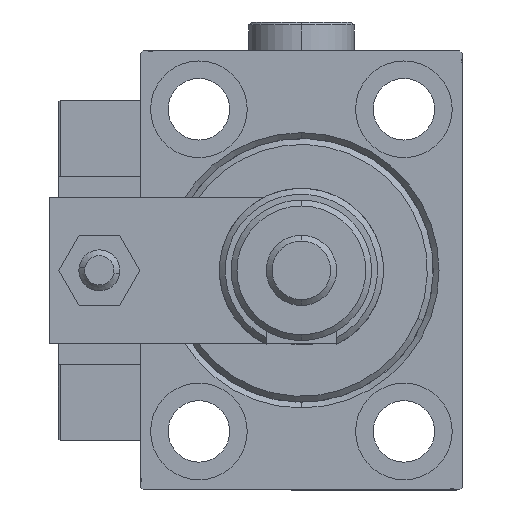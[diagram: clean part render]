
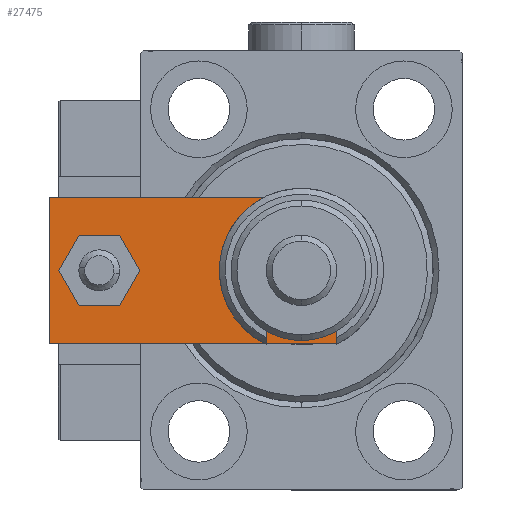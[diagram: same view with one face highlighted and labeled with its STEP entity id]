
A CAD part, left-side view. The second image highlights one B-rep face of the part: STEP entity #27475.
In plain terms, the highlighted face is planar.
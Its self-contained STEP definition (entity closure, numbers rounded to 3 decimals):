
#1467 = EDGE_CURVE ( 'NONE', #21039, #22059, #20205, .T. ) ;
#3348 = LINE ( 'NONE', #3616, #11568 ) ;
#3616 = CARTESIAN_POINT ( 'NONE',  ( 3.42, -3.42, 6. ) ) ;
#4768 = DIRECTION ( 'NONE',  ( 0., 0., 1. ) ) ;
#5188 = DIRECTION ( 'NONE',  ( 0.707, -0.707, 0. ) ) ;
#5309 = FACE_BOUND ( 'NONE', #34801, .T. ) ;
#5794 = LINE ( 'NONE', #17871, #33793 ) ;
#6752 = DIRECTION ( 'NONE',  ( 0., 0., 1. ) ) ;
#7369 = VERTEX_POINT ( 'NONE', #49930 ) ;
#7605 = VERTEX_POINT ( 'NONE', #11884 ) ;
#8427 = ORIENTED_EDGE ( 'NONE', *, *, #30314, .T. ) ;
#10280 = CARTESIAN_POINT ( 'NONE',  ( 0., 46.5, 6. ) ) ;
#10703 = DIRECTION ( 'NONE',  ( 0., 0., 1. ) ) ;
#11568 = VECTOR ( 'NONE', #32998, 1000. ) ;
#11884 = CARTESIAN_POINT ( 'NONE',  ( 12.5, 55., 6. ) ) ;
#11972 = LINE ( 'NONE', #32583, #24191 ) ;
#13288 = VECTOR ( 'NONE', #43452, 1000. ) ;
#14426 = CARTESIAN_POINT ( 'NONE',  ( -4., 46.5, 6. ) ) ;
#14932 = VERTEX_POINT ( 'NONE', #26553 ) ;
#14986 = EDGE_CURVE ( 'NONE', #7605, #21039, #11972, .T. ) ;
#15561 = DIRECTION ( 'NONE',  ( 0., -1., 0. ) ) ;
#15763 = CARTESIAN_POINT ( 'NONE',  ( 12.5, 5.66, 6. ) ) ;
#17871 = CARTESIAN_POINT ( 'NONE',  ( -12.5, 0., 6. ) ) ;
#18886 = CARTESIAN_POINT ( 'NONE',  ( -12.5, 5.66, 6. ) ) ;
#19645 = DIRECTION ( 'NONE',  ( 1., 0., 0. ) ) ;
#19735 = VERTEX_POINT ( 'NONE', #29202 ) ;
#19792 = VERTEX_POINT ( 'NONE', #43696 ) ;
#20205 = LINE ( 'NONE', #28188, #30664 ) ;
#20801 = AXIS2_PLACEMENT_3D ( 'NONE', #31469, #48503, #27623 ) ;
#20906 = ORIENTED_EDGE ( 'NONE', *, *, #49835, .T. ) ;
#21039 = VERTEX_POINT ( 'NONE', #29831 ) ;
#21113 = LINE ( 'NONE', #30166, #22009 ) ;
#21143 = AXIS2_PLACEMENT_3D ( 'NONE', #35124, #6752, #19645 ) ;
#21776 = DIRECTION ( 'NONE',  ( 1., 0., 0. ) ) ;
#22009 = VECTOR ( 'NONE', #5188, 1000. ) ;
#22059 = VERTEX_POINT ( 'NONE', #18886 ) ;
#23226 = EDGE_CURVE ( 'NONE', #7369, #19735, #44514, .T. ) ;
#24191 = VECTOR ( 'NONE', #32029, 1000. ) ;
#25428 = ORIENTED_EDGE ( 'NONE', *, *, #37572, .T. ) ;
#26354 = CARTESIAN_POINT ( 'NONE',  ( -6.84, 0., 6. ) ) ;
#26434 = FACE_BOUND ( 'NONE', #45970, .T. ) ;
#26553 = CARTESIAN_POINT ( 'NONE',  ( 6.84, 0., 6. ) ) ;
#26748 = DIRECTION ( 'NONE',  ( 1., 0., 0. ) ) ;
#26923 = DIRECTION ( 'NONE',  ( 1., 0., 0. ) ) ;
#27475 = ADVANCED_FACE ( 'NONE', ( #26434, #42950, #5309 ), #43493, .T. ) ;
#27623 = DIRECTION ( 'NONE',  ( 1., 0., 0. ) ) ;
#28188 = CARTESIAN_POINT ( 'NONE',  ( -12.5, 55., 6. ) ) ;
#29202 = CARTESIAN_POINT ( 'NONE',  ( -8.25, 12., 6. ) ) ;
#29831 = CARTESIAN_POINT ( 'NONE',  ( -12.5, 55., 6. ) ) ;
#30166 = CARTESIAN_POINT ( 'NONE',  ( -3.42, -3.42, 6. ) ) ;
#30314 = EDGE_CURVE ( 'NONE', #22059, #50680, #21113, .T. ) ;
#30594 = DIRECTION ( 'NONE',  ( 0., 0., 1. ) ) ;
#30664 = VECTOR ( 'NONE', #15561, 1000. ) ;
#31469 = CARTESIAN_POINT ( 'NONE',  ( 0., 12., 6. ) ) ;
#32023 = CIRCLE ( 'NONE', #34656, 8.25 ) ;
#32029 = DIRECTION ( 'NONE',  ( -1., 0., 0. ) ) ;
#32583 = CARTESIAN_POINT ( 'NONE',  ( 12.5, 55., 6. ) ) ;
#32998 = DIRECTION ( 'NONE',  ( 0.707, 0.707, 0. ) ) ;
#33136 = ORIENTED_EDGE ( 'NONE', *, *, #53479, .F. ) ;
#33793 = VECTOR ( 'NONE', #26923, 1000. ) ;
#34045 = ORIENTED_EDGE ( 'NONE', *, *, #14986, .T. ) ;
#34526 = ORIENTED_EDGE ( 'NONE', *, *, #34906, .F. ) ;
#34656 = AXIS2_PLACEMENT_3D ( 'NONE', #53302, #10703, #48064 ) ;
#34801 = EDGE_LOOP ( 'NONE', ( #51003, #46278 ) ) ;
#34906 = EDGE_CURVE ( 'NONE', #19792, #49652, #48368, .T. ) ;
#35124 = CARTESIAN_POINT ( 'NONE',  ( 0., 46.5, 6. ) ) ;
#37572 = EDGE_CURVE ( 'NONE', #53633, #7605, #39041, .T. ) ;
#39041 = LINE ( 'NONE', #52236, #13288 ) ;
#41240 = EDGE_CURVE ( 'NONE', #14932, #53633, #3348, .T. ) ;
#42668 = EDGE_LOOP ( 'NONE', ( #47562, #8427, #20906, #50315, #25428, #34045 ) ) ;
#42950 = FACE_OUTER_BOUND ( 'NONE', #42668, .T. ) ;
#43452 = DIRECTION ( 'NONE',  ( 0., 1., 0. ) ) ;
#43493 = PLANE ( 'NONE',  #54391 ) ;
#43696 = CARTESIAN_POINT ( 'NONE',  ( 4., 46.5, 6. ) ) ;
#44514 = CIRCLE ( 'NONE', #20801, 8.25 ) ;
#45970 = EDGE_LOOP ( 'NONE', ( #33136, #34526 ) ) ;
#46278 = ORIENTED_EDGE ( 'NONE', *, *, #23226, .F. ) ;
#47562 = ORIENTED_EDGE ( 'NONE', *, *, #1467, .T. ) ;
#48064 = DIRECTION ( 'NONE',  ( 1., 0., 0. ) ) ;
#48288 = EDGE_CURVE ( 'NONE', #19735, #7369, #32023, .T. ) ;
#48368 = CIRCLE ( 'NONE', #21143, 4. ) ;
#48503 = DIRECTION ( 'NONE',  ( 0., 0., 1. ) ) ;
#49652 = VERTEX_POINT ( 'NONE', #14426 ) ;
#49835 = EDGE_CURVE ( 'NONE', #50680, #14932, #5794, .T. ) ;
#49930 = CARTESIAN_POINT ( 'NONE',  ( 8.25, 12., 6. ) ) ;
#50315 = ORIENTED_EDGE ( 'NONE', *, *, #41240, .T. ) ;
#50495 = AXIS2_PLACEMENT_3D ( 'NONE', #10280, #30594, #26748 ) ;
#50620 = CIRCLE ( 'NONE', #50495, 4. ) ;
#50680 = VERTEX_POINT ( 'NONE', #26354 ) ;
#51003 = ORIENTED_EDGE ( 'NONE', *, *, #48288, .F. ) ;
#51726 = CARTESIAN_POINT ( 'NONE',  ( 0., 0., 6. ) ) ;
#52236 = CARTESIAN_POINT ( 'NONE',  ( 12.5, 0., 6. ) ) ;
#53302 = CARTESIAN_POINT ( 'NONE',  ( 0., 12., 6. ) ) ;
#53479 = EDGE_CURVE ( 'NONE', #49652, #19792, #50620, .T. ) ;
#53633 = VERTEX_POINT ( 'NONE', #15763 ) ;
#54391 = AXIS2_PLACEMENT_3D ( 'NONE', #51726, #4768, #21776 ) ;
